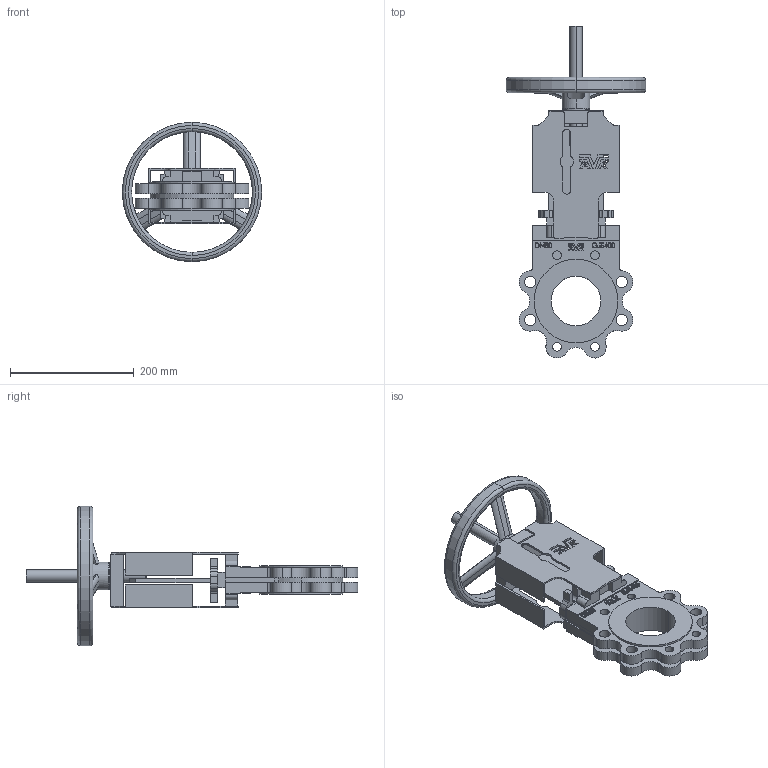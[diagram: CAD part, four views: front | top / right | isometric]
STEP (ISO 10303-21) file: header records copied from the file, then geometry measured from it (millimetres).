
FILE_DESCRIPTION (( 'STEP AP203' ), '1' );
FILE_NAME ('70208020034.STEP', '2017-04-19T08:56:21', ( '' ), ( '' ), 'SwSTEP 2.0', 'SolidWorks 2016', '' );
FILE_SCHEMA (( 'CONFIG_CONTROL_DESIGN' ));
Products named in the file (1): 70208020034
Bounding box: 225 x 535.91 x 225 mm (x, y, z)
Volume: 1905966.6 mm3; surface area: 371093.9 mm2
Topology: 1 solids, 1 shells, 1051 faces, 2986 edges, 1976 vertices
Faces by surface type: plane 472, cylinder 393, bspline 172, torus 12, cone 2
Entity records: 45008 total; most frequent: CARTESIAN_POINT 18012, ORIENTED_EDGE 5952, DIRECTION 5151, EDGE_CURVE 2976, VERTEX_POINT 1974, LINE 1793, VECTOR 1793, AXIS2_PLACEMENT_3D 1679
